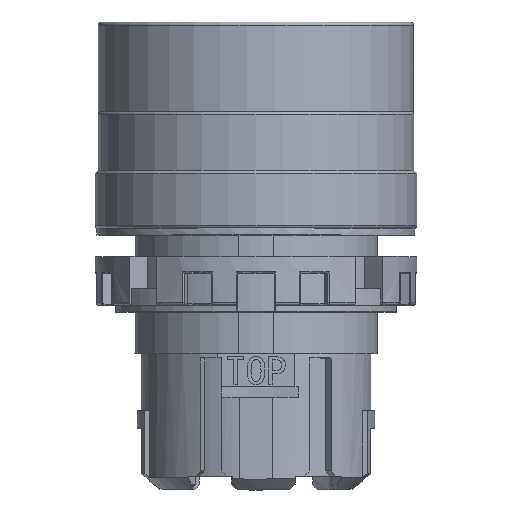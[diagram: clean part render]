
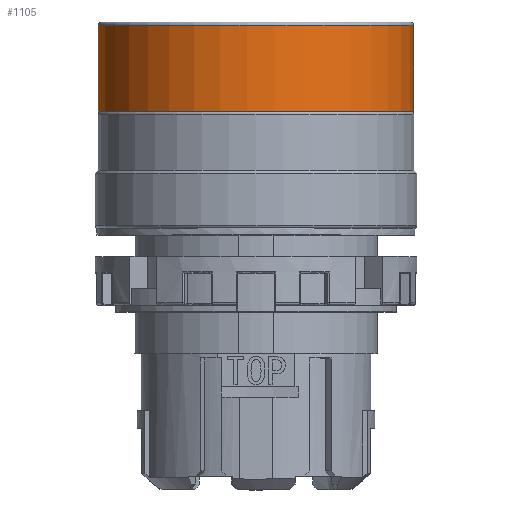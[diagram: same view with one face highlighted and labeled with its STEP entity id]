
A CAD part, top view. The second image highlights one B-rep face of the part: STEP entity #1105.
In plain terms, the highlighted cylindrical face has radius 14.15 mm (diameter 28.3 mm), a full revolution.
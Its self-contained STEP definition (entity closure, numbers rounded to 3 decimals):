
#1105 = ADVANCED_FACE( '', ( #2336, #2337 ), #2338, .T. );
#2336 = FACE_OUTER_BOUND( '', #4135, .T. );
#2337 = FACE_OUTER_BOUND( '', #4136, .T. );
#2338 = CYLINDRICAL_SURFACE( '', #4137, 14.15 );
#4135 = EDGE_LOOP( '', ( #7493 ) );
#4136 = EDGE_LOOP( '', ( #7494 ) );
#4137 = AXIS2_PLACEMENT_3D( '', #7495, #7496, #7497 );
#7493 = ORIENTED_EDGE( '', *, *, #9099, .T. );
#7494 = ORIENTED_EDGE( '', *, *, #9678, .T. );
#7495 = CARTESIAN_POINT( '', ( 0., 64.5, 0. ) );
#7496 = DIRECTION( '', ( 0., -1., 0. ) );
#7497 = DIRECTION( '', ( 0.728, 0., 0.685 ) );
#9099 = EDGE_CURVE( '', #11057, #11057, #11058, .T. );
#9678 = EDGE_CURVE( '', #11870, #11870, #11871, .T. );
#11057 = VERTEX_POINT( '', #14047 );
#11058 = CIRCLE( '', #14048, 14.15 );
#11870 = VERTEX_POINT( '', #15528 );
#11871 = CIRCLE( '', #15529, 14.15 );
#14047 = CARTESIAN_POINT( '', ( -10.307, 18.2, -9.694 ) );
#14048 = AXIS2_PLACEMENT_3D( '', #17065, #17066, #17067 );
#15528 = CARTESIAN_POINT( '', ( 10.307, 10.51, 9.694 ) );
#15529 = AXIS2_PLACEMENT_3D( '', #17786, #17787, #17788 );
#17065 = CARTESIAN_POINT( '', ( 0., 18.2, 0. ) );
#17066 = DIRECTION( '', ( 0., -1., 0. ) );
#17067 = DIRECTION( '', ( -0.728, 0., -0.685 ) );
#17786 = CARTESIAN_POINT( '', ( 0., 10.51, 0. ) );
#17787 = DIRECTION( '', ( 0., 1., 0. ) );
#17788 = DIRECTION( '', ( 0.728, 0., 0.685 ) );
